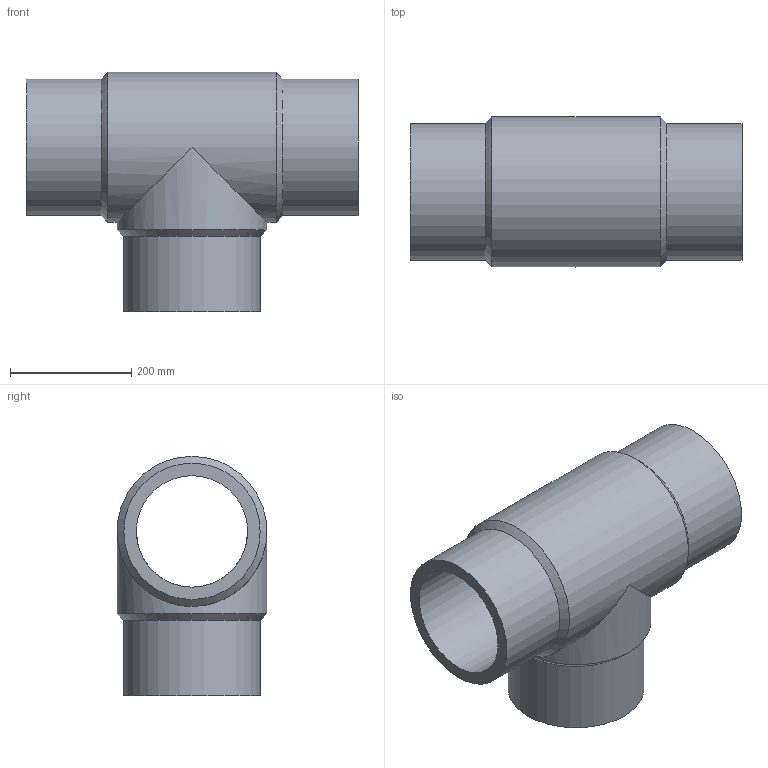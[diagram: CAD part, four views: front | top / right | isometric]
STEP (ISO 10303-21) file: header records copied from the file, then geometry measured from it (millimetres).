
FILE_DESCRIPTION(/* description */ ('PE100 Tee with long ends, Ø225, PN16 SDR11'),/* implementation_level */ '2;1');
FILE_NAME(/* name */ 'TEL11-RC-225',/* time_stamp */ '2021-11-23T10:33:11+01:00',/* author */ ('COAB Solutions'),/* organization */ ('GPA Flowsystem'),/* preprocessor_version */ 'ST-DEVELOPER v18.1',/* originating_system */ 'www.coabsolutions.com',/* authorisation */ '');
FILE_SCHEMA (('AUTOMOTIVE_DESIGN { 1 0 10303 214 3 1 1 }'));
Length unit declared in the file: millimetre
Products named in the file (1): TEL11-RC-225
Bounding box: 548 x 247.5 x 394.75 mm (x, y, z)
Volume: 11398576.6 mm3; surface area: 942408.5 mm2
Topology: 1 solids, 1 shells, 13 faces, 32 edges, 20 vertices
Faces by surface type: cylinder 7, plane 3, cone 3
Full cylindrical faces by diameter (mm): 184 x2, 225 x3, 247.5 x2
Entity records: 443 total; most frequent: DIRECTION 80, CARTESIAN_POINT 66, ORIENTED_EDGE 64, AXIS2_PLACEMENT_3D 34, EDGE_CURVE 32, VERTEX_POINT 20, EDGE_LOOP 16, FACE_OUTER_BOUND 13
